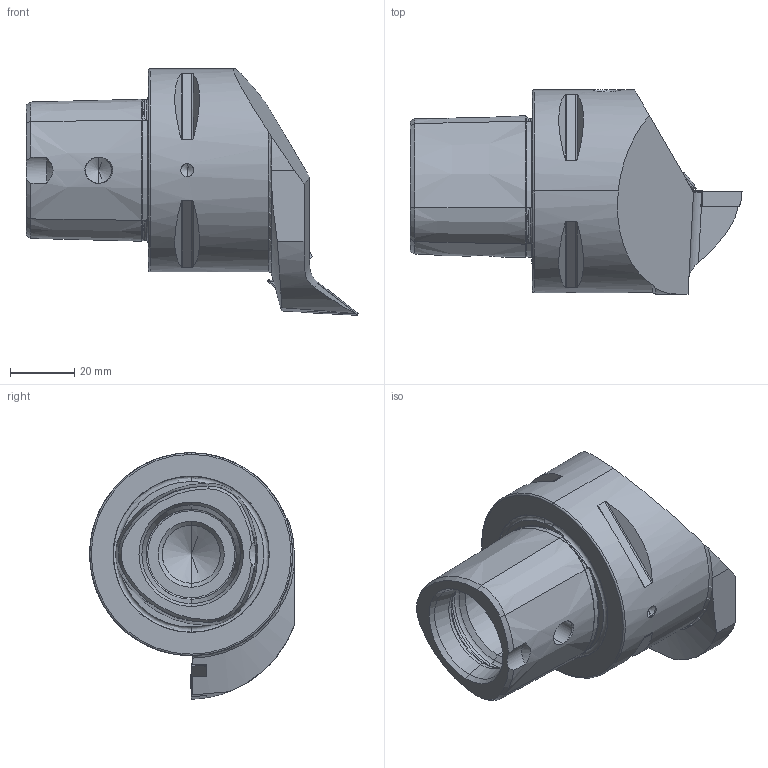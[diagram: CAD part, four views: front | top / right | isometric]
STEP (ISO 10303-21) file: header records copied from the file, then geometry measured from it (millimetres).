
FILE_DESCRIPTION (( 'STEP AP203' ), '1' );
FILE_NAME ('PS6.KVF.RJA.065-HP.STEP', '2024-08-22T13:15:11', ( '' ), ( '' ), 'SwSTEP 2.0', 'SolidWorks 2022', '' );
FILE_SCHEMA (( 'CONFIG_CONTROL_DESIGN' ));
Length unit declared in the file: millimetre
Products named in the file (11): CHP-ER1.008.014_A; PS6-KVF.RJA.065-HP_A; DIN 3771 - 6.5x1.5; PS6.KVF.RJA.065-HP; DIN 3771 - 13x1; DIN 7991 - M5x18; WCB-ER2.001.009_A; VBMT160404; CHP-PCX.000.022_B; ISO 8752 2x8; CHP-PCX.000.022_Düse
Assembly tree (10 placements, depth 3):
  PS6.KVF.RJA.065-HP
    PS6-KVF.RJA.065-HP_A
    WCB-ER2.001.009_A
    VBMT160404
    CHP-ER1.008.014_A
    CHP-PCX.000.022_Düse
      CHP-PCX.000.022_B
      DIN 3771 - 13x1
      DIN 3771 - 6.5x1.5
      DIN 7991 - M5x18
    ISO 8752 2x8
Bounding box: 103 x 63.5 x 76.5 mm (x, y, z)
Volume: 149799 mm3; surface area: 30833.1 mm2
Topology: 9 solids, 9 shells, 480 faces, 1193 edges, 717 vertices
Faces by surface type: cylinder 134, cone 121, plane 106, torus 65, bspline 52, sphere 2
Entity records: 19045 total; most frequent: CARTESIAN_POINT 7255, ORIENTED_EDGE 2338, DIRECTION 2102, EDGE_CURVE 1169, AXIS2_PLACEMENT_3D 856, VERTEX_POINT 717, EDGE_LOOP 508, FACE_OUTER_BOUND 480
